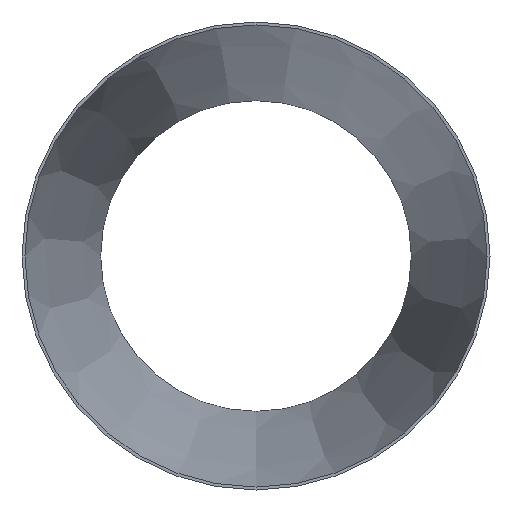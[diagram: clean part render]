
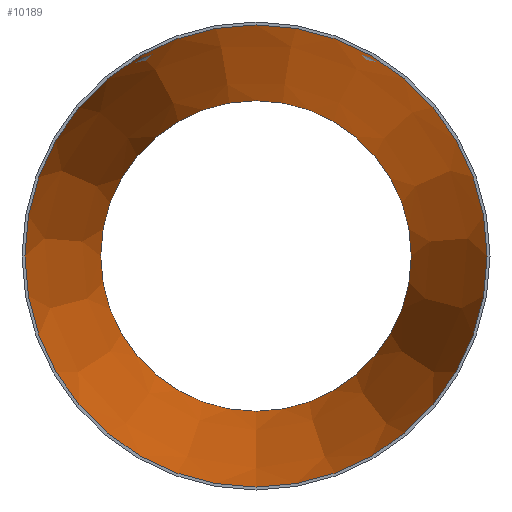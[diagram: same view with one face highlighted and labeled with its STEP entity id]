
A CAD part, front view. The second image highlights one B-rep face of the part: STEP entity #10189.
In plain terms, the highlighted conical face has half-angle 9.534 degrees and reference radius 159.922 mm.
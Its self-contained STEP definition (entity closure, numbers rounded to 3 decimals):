
#208 = CARTESIAN_POINT ( 'NONE',  ( 0., 312., -107.522 ) ) ;
#565 = DIRECTION ( 'NONE',  ( 0., 0., -1. ) ) ;
#2093 = DIRECTION ( 'NONE',  ( 0., 0., -1. ) ) ;
#2424 = VERTEX_POINT ( 'NONE', #208 ) ;
#2686 = EDGE_LOOP ( 'NONE', ( #21993 ) ) ;
#4402 = EDGE_LOOP ( 'NONE', ( #20239 ) ) ;
#5266 = CONICAL_SURFACE ( 'NONE', #21104, 159.922, 0.166 ) ;
#9294 = DIRECTION ( 'NONE',  ( 0., 0., -1. ) ) ;
#10189 = ADVANCED_FACE ( 'NONE', ( #27543, #12206 ), #5266, .F. ) ;
#10648 = VERTEX_POINT ( 'NONE', #26174 ) ;
#11866 = DIRECTION ( 'NONE',  ( 0., -1., 0. ) ) ;
#12206 = FACE_OUTER_BOUND ( 'NONE', #4402, .T. ) ;
#13383 = CARTESIAN_POINT ( 'NONE',  ( 0., 312., 0. ) ) ;
#15450 = EDGE_CURVE ( 'NONE', #2424, #2424, #30125, .T. ) ;
#16524 = AXIS2_PLACEMENT_3D ( 'NONE', #13383, #20895, #565 ) ;
#17464 = EDGE_CURVE ( 'NONE', #10648, #10648, #19103, .T. ) ;
#17980 = CARTESIAN_POINT ( 'NONE',  ( 0., 0., 0. ) ) ;
#19103 = CIRCLE ( 'NONE', #21846, 159.922 ) ;
#20239 = ORIENTED_EDGE ( 'NONE', *, *, #17464, .T. ) ;
#20895 = DIRECTION ( 'NONE',  ( 0., -1., 0. ) ) ;
#21104 = AXIS2_PLACEMENT_3D ( 'NONE', #32659, #11866, #9294 ) ;
#21846 = AXIS2_PLACEMENT_3D ( 'NONE', #17980, #23463, #2093 ) ;
#21993 = ORIENTED_EDGE ( 'NONE', *, *, #15450, .F. ) ;
#23463 = DIRECTION ( 'NONE',  ( 0., -1., 0. ) ) ;
#26174 = CARTESIAN_POINT ( 'NONE',  ( 0., 0., -159.922 ) ) ;
#27543 = FACE_BOUND ( 'NONE', #2686, .T. ) ;
#30125 = CIRCLE ( 'NONE', #16524, 107.522 ) ;
#32659 = CARTESIAN_POINT ( 'NONE',  ( 0., 0., 0. ) ) ;
